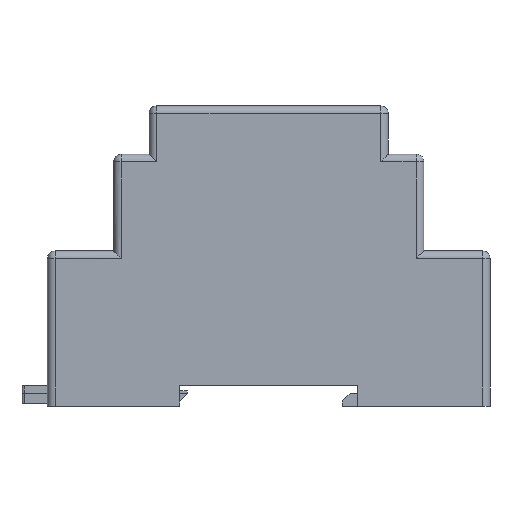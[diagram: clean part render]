
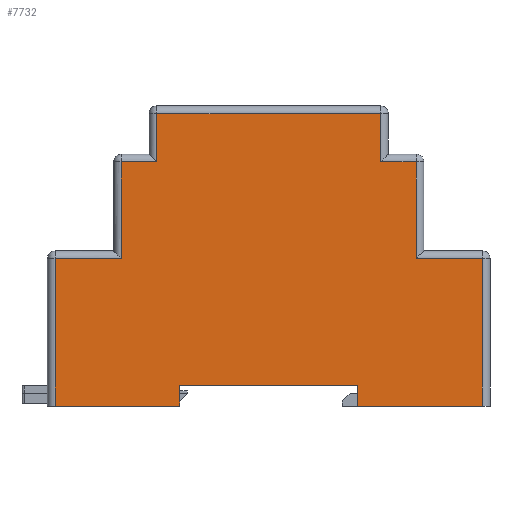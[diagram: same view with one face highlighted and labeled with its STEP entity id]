
A CAD part, front view. The second image highlights one B-rep face of the part: STEP entity #7732.
In plain terms, the highlighted planar face has unit normal (0, -1, 0).
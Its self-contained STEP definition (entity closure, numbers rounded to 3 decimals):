
#6501=CARTESIAN_POINT('',(-6.,0.,-59.));
#6502=VERTEX_POINT('',#6501);
#6509=CARTESIAN_POINT('',(-6.,0.,-55.));
#6510=VERTEX_POINT('',#6509);
#6511=CARTESIAN_POINT('',(-6.,0.,-59.));
#6512=DIRECTION('',(0.,0.,1.));
#6513=VECTOR('',#6512,4.);
#6514=LINE('',#6511,#6513);
#6515=EDGE_CURVE('',#6502,#6510,#6514,.T.);
#6551=CARTESIAN_POINT('',(-41.,0.,-55.));
#6552=VERTEX_POINT('',#6551);
#6553=CARTESIAN_POINT('',(-41.,0.,-55.));
#6554=DIRECTION('',(1.,0.,-0.));
#6555=VECTOR('',#6554,35.);
#6556=LINE('',#6553,#6555);
#6557=EDGE_CURVE('',#6552,#6510,#6556,.T.);
#7613=CARTESIAN_POINT('',(0.,0.,0.));
#7614=DIRECTION('',(0.,-1.,0.));
#7615=DIRECTION('',(0.,0.,1.));
#7616=AXIS2_PLACEMENT_3D('',#7613,#7614,#7615);
#7617=PLANE('',#7616);
#7618=CARTESIAN_POINT('',(18.5,0.,-59.));
#7619=VERTEX_POINT('',#7618);
#7620=CARTESIAN_POINT('',(-6.,0.,-59.));
#7621=DIRECTION('',(1.,0.,0.));
#7622=VECTOR('',#7621,24.5);
#7623=LINE('',#7620,#7622);
#7624=EDGE_CURVE('',#6502,#7619,#7623,.T.);
#7625=ORIENTED_EDGE('',*,*,#7624,.T.);
#7626=CARTESIAN_POINT('',(18.5,0.,-30.));
#7627=VERTEX_POINT('',#7626);
#7628=CARTESIAN_POINT('',(18.5,0.,-59.));
#7629=DIRECTION('',(0.,0.,1.));
#7630=VECTOR('',#7629,29.);
#7631=LINE('',#7628,#7630);
#7632=EDGE_CURVE('',#7619,#7627,#7631,.T.);
#7633=ORIENTED_EDGE('',*,*,#7632,.T.);
#7634=CARTESIAN_POINT('',(5.5,0.,-30.));
#7635=VERTEX_POINT('',#7634);
#7636=CARTESIAN_POINT('',(18.5,0.,-30.));
#7637=DIRECTION('',(-1.,0.,0.));
#7638=VECTOR('',#7637,13.);
#7639=LINE('',#7636,#7638);
#7640=EDGE_CURVE('',#7627,#7635,#7639,.T.);
#7641=ORIENTED_EDGE('',*,*,#7640,.T.);
#7642=CARTESIAN_POINT('',(5.5,0.,-11.));
#7643=VERTEX_POINT('',#7642);
#7644=CARTESIAN_POINT('',(5.5,0.,-30.));
#7645=DIRECTION('',(0.,0.,1.));
#7646=VECTOR('',#7645,19.);
#7647=LINE('',#7644,#7646);
#7648=EDGE_CURVE('',#7635,#7643,#7647,.T.);
#7649=ORIENTED_EDGE('',*,*,#7648,.T.);
#7650=CARTESIAN_POINT('',(-1.5,0.,-11.));
#7651=VERTEX_POINT('',#7650);
#7652=CARTESIAN_POINT('',(5.5,0.,-11.));
#7653=DIRECTION('',(-1.,0.,0.));
#7654=VECTOR('',#7653,7.);
#7655=LINE('',#7652,#7654);
#7656=EDGE_CURVE('',#7643,#7651,#7655,.T.);
#7657=ORIENTED_EDGE('',*,*,#7656,.T.);
#7658=CARTESIAN_POINT('',(-1.5,0.,-1.5));
#7659=VERTEX_POINT('',#7658);
#7660=CARTESIAN_POINT('',(-1.5,0.,-11.));
#7661=DIRECTION('',(0.,0.,1.));
#7662=VECTOR('',#7661,9.5);
#7663=LINE('',#7660,#7662);
#7664=EDGE_CURVE('',#7651,#7659,#7663,.T.);
#7665=ORIENTED_EDGE('',*,*,#7664,.T.);
#7666=CARTESIAN_POINT('',(-45.5,0.,-1.5));
#7667=VERTEX_POINT('',#7666);
#7668=CARTESIAN_POINT('',(-1.5,0.,-1.5));
#7669=DIRECTION('',(-1.,0.,0.));
#7670=VECTOR('',#7669,44.);
#7671=LINE('',#7668,#7670);
#7672=EDGE_CURVE('',#7659,#7667,#7671,.T.);
#7673=ORIENTED_EDGE('',*,*,#7672,.T.);
#7674=CARTESIAN_POINT('',(-45.5,0.,-11.));
#7675=VERTEX_POINT('',#7674);
#7676=CARTESIAN_POINT('',(-45.5,0.,-1.5));
#7677=DIRECTION('',(0.,0.,-1.));
#7678=VECTOR('',#7677,9.5);
#7679=LINE('',#7676,#7678);
#7680=EDGE_CURVE('',#7667,#7675,#7679,.T.);
#7681=ORIENTED_EDGE('',*,*,#7680,.T.);
#7682=CARTESIAN_POINT('',(-52.5,0.,-11.));
#7683=VERTEX_POINT('',#7682);
#7684=CARTESIAN_POINT('',(-45.5,0.,-11.));
#7685=DIRECTION('',(-1.,0.,0.));
#7686=VECTOR('',#7685,7.);
#7687=LINE('',#7684,#7686);
#7688=EDGE_CURVE('',#7675,#7683,#7687,.T.);
#7689=ORIENTED_EDGE('',*,*,#7688,.T.);
#7690=CARTESIAN_POINT('',(-52.5,0.,-30.));
#7691=VERTEX_POINT('',#7690);
#7692=CARTESIAN_POINT('',(-52.5,0.,-11.));
#7693=DIRECTION('',(0.,0.,-1.));
#7694=VECTOR('',#7693,19.);
#7695=LINE('',#7692,#7694);
#7696=EDGE_CURVE('',#7683,#7691,#7695,.T.);
#7697=ORIENTED_EDGE('',*,*,#7696,.T.);
#7698=CARTESIAN_POINT('',(-65.5,0.,-30.));
#7699=VERTEX_POINT('',#7698);
#7700=CARTESIAN_POINT('',(-52.5,0.,-30.));
#7701=DIRECTION('',(-1.,0.,0.));
#7702=VECTOR('',#7701,13.);
#7703=LINE('',#7700,#7702);
#7704=EDGE_CURVE('',#7691,#7699,#7703,.T.);
#7705=ORIENTED_EDGE('',*,*,#7704,.T.);
#7706=CARTESIAN_POINT('',(-65.5,-0.,-59.));
#7707=VERTEX_POINT('',#7706);
#7708=CARTESIAN_POINT('',(-65.5,0.,-30.));
#7709=DIRECTION('',(0.,0.,-1.));
#7710=VECTOR('',#7709,29.);
#7711=LINE('',#7708,#7710);
#7712=EDGE_CURVE('',#7699,#7707,#7711,.T.);
#7713=ORIENTED_EDGE('',*,*,#7712,.T.);
#7714=CARTESIAN_POINT('',(-41.,-0.,-59.));
#7715=VERTEX_POINT('',#7714);
#7716=CARTESIAN_POINT('',(-65.5,-0.,-59.));
#7717=DIRECTION('',(1.,0.,0.));
#7718=VECTOR('',#7717,24.5);
#7719=LINE('',#7716,#7718);
#7720=EDGE_CURVE('',#7707,#7715,#7719,.T.);
#7721=ORIENTED_EDGE('',*,*,#7720,.T.);
#7722=CARTESIAN_POINT('',(-41.,-0.,-59.));
#7723=DIRECTION('',(0.,0.,1.));
#7724=VECTOR('',#7723,4.);
#7725=LINE('',#7722,#7724);
#7726=EDGE_CURVE('',#7715,#6552,#7725,.T.);
#7727=ORIENTED_EDGE('',*,*,#7726,.T.);
#7728=ORIENTED_EDGE('',*,*,#6557,.T.);
#7729=ORIENTED_EDGE('',*,*,#6515,.F.);
#7730=EDGE_LOOP('',(#7625,#7633,#7641,#7649,#7657,#7665,#7673,#7681,#7689,#7697,#7705,#7713,#7721,#7727,#7728,#7729));
#7731=FACE_BOUND('',#7730,.T.);
#7732=ADVANCED_FACE('',(#7731),#7617,.T.);
